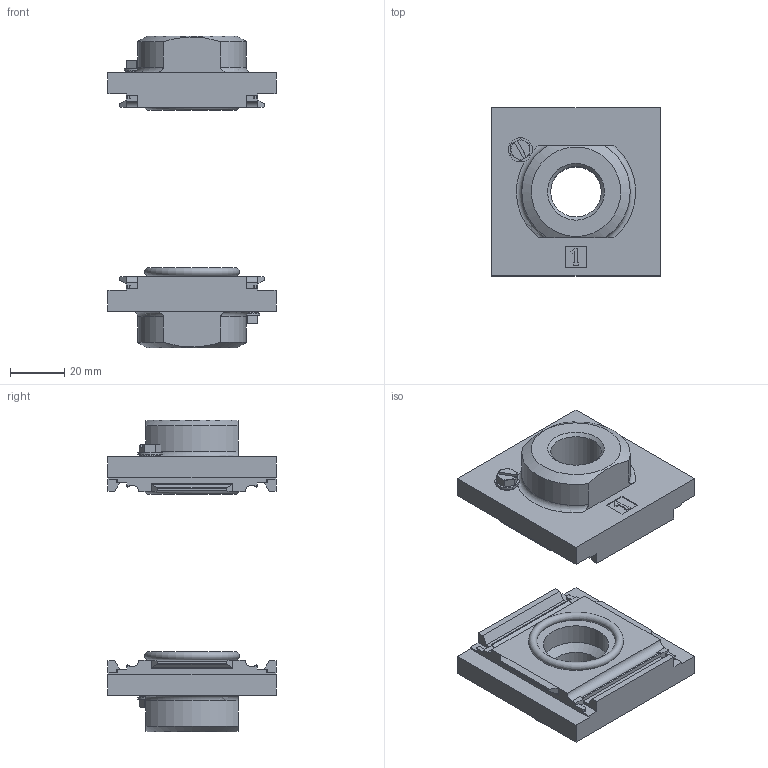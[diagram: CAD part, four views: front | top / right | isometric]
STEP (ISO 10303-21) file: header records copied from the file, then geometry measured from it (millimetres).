
FILE_DESCRIPTION(/* description */ ('STEP AP214'),/* implementation_level */ '2;1');
FILE_NAME(/* name */ '541540_MS6-AGD-EX',/* time_stamp */ '2024-09-10T14:23:45+02:00',/* author */ ('License CC BY-ND 4.0'),/* organization */ ('CADENAS'),/* preprocessor_version */ 'ST-DEVELOPER v19.3',/* originating_system */ 'PARTsolutions',/* authorisation */ ' ');
FILE_SCHEMA (('AUTOMOTIVE_DESIGN {1 0 10303 214 3 1 1}'));
Length unit declared in the file: millimetre
Products named in the file (4): 541540 MS6-AGD-EX; 541540 MS6-AGD-EX-Z---(110pr); 327382 B-29x3-N-NBR75; 541540 MS6-AGD-EX---(110pr)
Assembly tree (4 placements, depth 2):
  541540 MS6-AGD-EX
    541540 MS6-AGD-EX-Z---(110pr)
    327382 B-29x3-N-NBR75  x2
    541540 MS6-AGD-EX---(110pr)
Bounding box: 62 x 62 x 115 mm (x, y, z)
Volume: 101311.7 mm3; surface area: 30176.5 mm2
Topology: 4 solids, 4 shells, 395 faces, 1113 edges, 734 vertices
Faces by surface type: plane 250, cylinder 121, cone 18, torus 6
Full cylindrical faces by diameter (mm): 8.9 x2, 18.631 x2, 24 x2, 27.5 x1, 34.6 x1
Entity records: 12815 total; most frequent: CARTESIAN_POINT 2431, ORIENTED_EDGE 2186, DIRECTION 2103, EDGE_CURVE 1093, LINE 769, VECTOR 769, VERTEX_POINT 731, AXIS2_PLACEMENT_3D 667
